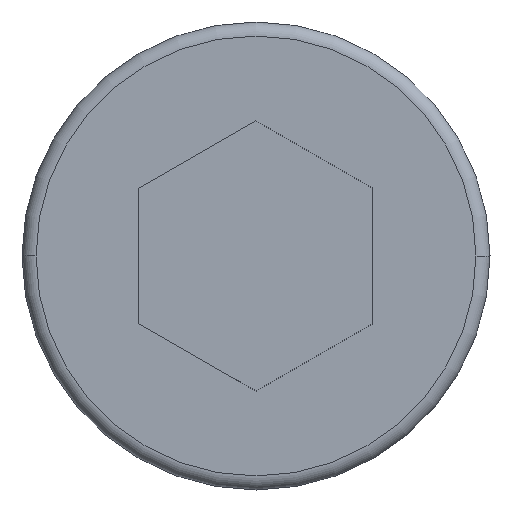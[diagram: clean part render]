
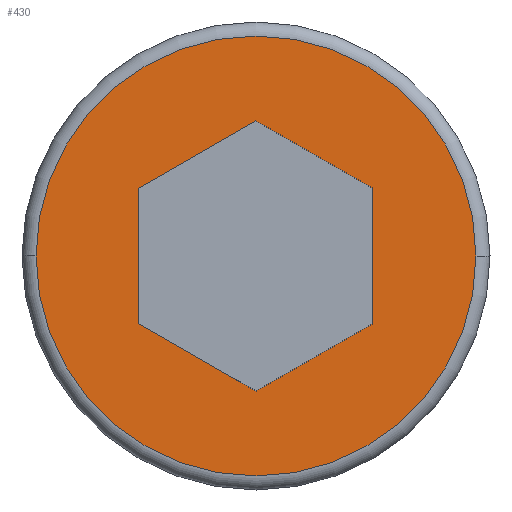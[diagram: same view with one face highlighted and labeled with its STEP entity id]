
A CAD part, left-side view. The second image highlights one B-rep face of the part: STEP entity #430.
In plain terms, the highlighted planar face has unit normal (-1, 0, 0).
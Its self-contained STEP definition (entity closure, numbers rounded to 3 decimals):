
#4 = LINE ( 'NONE', #617, #601 ) ;
#5 = ORIENTED_EDGE ( 'NONE', *, *, #151, .F. ) ;
#6 = FACE_OUTER_BOUND ( 'NONE', #256, .T. ) ;
#7 = CARTESIAN_POINT ( 'NONE',  ( 0., -4.7, 0. ) ) ;
#10 = VERTEX_POINT ( 'NONE', #602 ) ;
#15 = CIRCLE ( 'NONE', #564, 4.7 ) ;
#17 = DIRECTION ( 'NONE',  ( 0., -0.866, 0.5 ) ) ;
#24 = CARTESIAN_POINT ( 'NONE',  ( 0., 2.5, 1.443 ) ) ;
#39 = DIRECTION ( 'NONE',  ( 0., -1., 0. ) ) ;
#56 = VERTEX_POINT ( 'NONE', #512 ) ;
#74 = CARTESIAN_POINT ( 'NONE',  ( 0., 0., 0. ) ) ;
#90 = CARTESIAN_POINT ( 'NONE',  ( 0., 2.5, 1.443 ) ) ;
#95 = EDGE_LOOP ( 'NONE', ( #270, #160, #221, #226, #5, #436 ) ) ;
#96 = VECTOR ( 'NONE', #185, 1000. ) ;
#98 = CARTESIAN_POINT ( 'NONE',  ( 0., -2.5, -1.443 ) ) ;
#103 = DIRECTION ( 'NONE',  ( -1., 0., 0. ) ) ;
#127 = DIRECTION ( 'NONE',  ( -1., 0., 0. ) ) ;
#137 = LINE ( 'NONE', #461, #182 ) ;
#151 = EDGE_CURVE ( 'NONE', #611, #354, #397, .T. ) ;
#160 = ORIENTED_EDGE ( 'NONE', *, *, #212, .F. ) ;
#165 = PLANE ( 'NONE',  #188 ) ;
#173 = CARTESIAN_POINT ( 'NONE',  ( 0., 0., 0. ) ) ;
#182 = VECTOR ( 'NONE', #327, 1000. ) ;
#183 = DIRECTION ( 'NONE',  ( -1., 0., 0. ) ) ;
#185 = DIRECTION ( 'NONE',  ( 0., 0., 1. ) ) ;
#188 = AXIS2_PLACEMENT_3D ( 'NONE', #195, #103, #245 ) ;
#193 = EDGE_CURVE ( 'NONE', #532, #56, #367, .T. ) ;
#195 = CARTESIAN_POINT ( 'NONE',  ( 0., 0., 0. ) ) ;
#202 = EDGE_CURVE ( 'NONE', #354, #10, #227, .T. ) ;
#207 = AXIS2_PLACEMENT_3D ( 'NONE', #74, #183, #421 ) ;
#208 = ORIENTED_EDGE ( 'NONE', *, *, #258, .T. ) ;
#212 = EDGE_CURVE ( 'NONE', #546, #567, #137, .T. ) ;
#221 = ORIENTED_EDGE ( 'NONE', *, *, #523, .F. ) ;
#226 = ORIENTED_EDGE ( 'NONE', *, *, #202, .F. ) ;
#227 = LINE ( 'NONE', #517, #96 ) ;
#228 = VECTOR ( 'NONE', #577, 1000. ) ;
#237 = VECTOR ( 'NONE', #17, 1000. ) ;
#245 = DIRECTION ( 'NONE',  ( 0., -1., 0. ) ) ;
#256 = EDGE_LOOP ( 'NONE', ( #456, #208 ) ) ;
#258 = EDGE_CURVE ( 'NONE', #56, #532, #15, .T. ) ;
#270 = ORIENTED_EDGE ( 'NONE', *, *, #355, .F. ) ;
#291 = LINE ( 'NONE', #480, #228 ) ;
#327 = DIRECTION ( 'NONE',  ( 0., 0.866, -0.5 ) ) ;
#334 = LINE ( 'NONE', #90, #609 ) ;
#338 = DIRECTION ( 'NONE',  ( 0., -0.866, -0.5 ) ) ;
#340 = CARTESIAN_POINT ( 'NONE',  ( 0., 2.5, -1.443 ) ) ;
#350 = FACE_BOUND ( 'NONE', #95, .T. ) ;
#354 = VERTEX_POINT ( 'NONE', #98 ) ;
#355 = EDGE_CURVE ( 'NONE', #567, #446, #334, .T. ) ;
#367 = CIRCLE ( 'NONE', #207, 4.7 ) ;
#378 = DIRECTION ( 'NONE',  ( 0., 0., -1. ) ) ;
#397 = LINE ( 'NONE', #447, #237 ) ;
#412 = CARTESIAN_POINT ( 'NONE',  ( 0., 0., -2.887 ) ) ;
#421 = DIRECTION ( 'NONE',  ( 0., -1., 0. ) ) ;
#429 = CARTESIAN_POINT ( 'NONE',  ( 0., 0., 2.887 ) ) ;
#430 = ADVANCED_FACE ( 'NONE', ( #6, #350 ), #165, .T. ) ;
#436 = ORIENTED_EDGE ( 'NONE', *, *, #494, .F. ) ;
#446 = VERTEX_POINT ( 'NONE', #340 ) ;
#447 = CARTESIAN_POINT ( 'NONE',  ( 0., 0., -2.887 ) ) ;
#456 = ORIENTED_EDGE ( 'NONE', *, *, #193, .T. ) ;
#461 = CARTESIAN_POINT ( 'NONE',  ( 0., 0., 2.887 ) ) ;
#480 = CARTESIAN_POINT ( 'NONE',  ( 0., -2.5, 1.443 ) ) ;
#494 = EDGE_CURVE ( 'NONE', #446, #611, #4, .T. ) ;
#512 = CARTESIAN_POINT ( 'NONE',  ( 0., 4.7, 0. ) ) ;
#517 = CARTESIAN_POINT ( 'NONE',  ( 0., -2.5, -1.443 ) ) ;
#523 = EDGE_CURVE ( 'NONE', #10, #546, #291, .T. ) ;
#532 = VERTEX_POINT ( 'NONE', #7 ) ;
#546 = VERTEX_POINT ( 'NONE', #429 ) ;
#564 = AXIS2_PLACEMENT_3D ( 'NONE', #173, #127, #39 ) ;
#567 = VERTEX_POINT ( 'NONE', #24 ) ;
#577 = DIRECTION ( 'NONE',  ( 0., 0.866, 0.5 ) ) ;
#601 = VECTOR ( 'NONE', #338, 1000. ) ;
#602 = CARTESIAN_POINT ( 'NONE',  ( 0., -2.5, 1.443 ) ) ;
#609 = VECTOR ( 'NONE', #378, 1000. ) ;
#611 = VERTEX_POINT ( 'NONE', #412 ) ;
#617 = CARTESIAN_POINT ( 'NONE',  ( 0., 2.5, -1.443 ) ) ;
